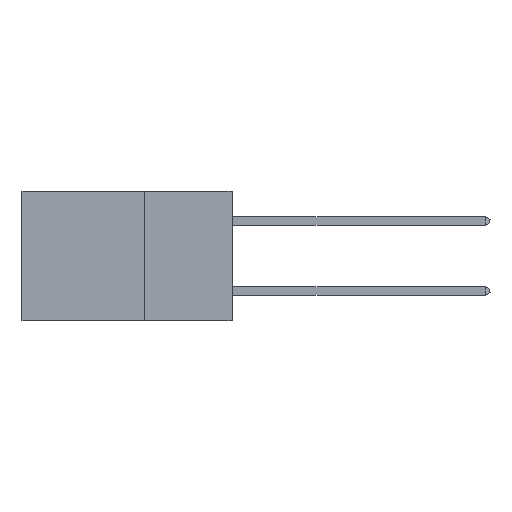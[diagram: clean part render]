
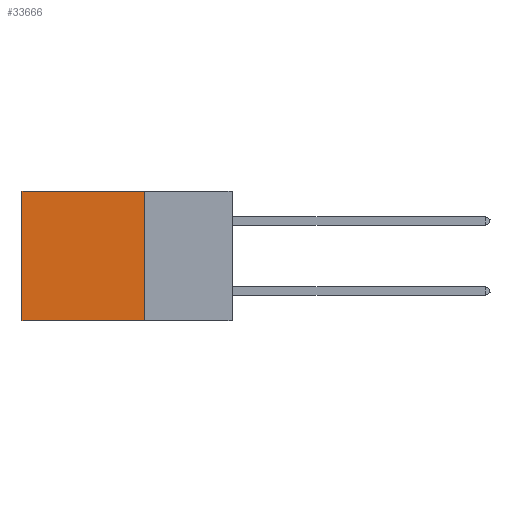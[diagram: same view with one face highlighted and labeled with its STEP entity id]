
A CAD part, left-side view. The second image highlights one B-rep face of the part: STEP entity #33666.
In plain terms, the highlighted planar face has unit normal (-1, 0, 0).
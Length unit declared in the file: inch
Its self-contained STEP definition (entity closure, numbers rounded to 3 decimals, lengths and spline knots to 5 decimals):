
#676 = LINE ( 'NONE', #39114, #7095 ) ;
#945 = CARTESIAN_POINT ( 'NONE',  ( 0.2875, 0.25, 0. ) ) ;
#2640 = VECTOR ( 'NONE', #22998, 39.37008 ) ;
#3620 = VERTEX_POINT ( 'NONE', #5354 ) ;
#3999 = EDGE_CURVE ( 'NONE', #3620, #35858, #15431, .T. ) ;
#4712 = ORIENTED_EDGE ( 'NONE', *, *, #3999, .T. ) ;
#5354 = CARTESIAN_POINT ( 'NONE',  ( 0.2875, 0.25, 0. ) ) ;
#6142 = DIRECTION ( 'NONE',  ( 0., 1., 0. ) ) ;
#6989 = PLANE ( 'NONE',  #28884 ) ;
#7095 = VECTOR ( 'NONE', #17550, 39.37008 ) ;
#10607 = CARTESIAN_POINT ( 'NONE',  ( 0.2875, 0.25, 0. ) ) ;
#12097 = EDGE_CURVE ( 'NONE', #23685, #38694, #20467, .T. ) ;
#14485 = ORIENTED_EDGE ( 'NONE', *, *, #12097, .F. ) ;
#15431 = LINE ( 'NONE', #40155, #41985 ) ;
#17550 = DIRECTION ( 'NONE',  ( 0., 0., -1. ) ) ;
#20467 = LINE ( 'NONE', #38752, #38517 ) ;
#21236 = ORIENTED_EDGE ( 'NONE', *, *, #31523, .F. ) ;
#21497 = CARTESIAN_POINT ( 'NONE',  ( 0.2875, 0.25, -0.37 ) ) ;
#21763 = DIRECTION ( 'NONE',  ( 0., 0., -1. ) ) ;
#22003 = FACE_OUTER_BOUND ( 'NONE', #41536, .T. ) ;
#22998 = DIRECTION ( 'NONE',  ( 0., 0., -1. ) ) ;
#23685 = VERTEX_POINT ( 'NONE', #21497 ) ;
#24523 = LINE ( 'NONE', #945, #2640 ) ;
#25820 = DIRECTION ( 'NONE',  ( 0., 1., 0. ) ) ;
#28884 = AXIS2_PLACEMENT_3D ( 'NONE', #10607, #43384, #21763 ) ;
#30467 = CARTESIAN_POINT ( 'NONE',  ( 0.2875, 0.6, 0. ) ) ;
#30597 = ORIENTED_EDGE ( 'NONE', *, *, #33568, .T. ) ;
#31523 = EDGE_CURVE ( 'NONE', #3620, #23685, #24523, .T. ) ;
#32546 = CARTESIAN_POINT ( 'NONE',  ( 0.2875, 0.6, -0.37 ) ) ;
#33568 = EDGE_CURVE ( 'NONE', #35858, #38694, #676, .T. ) ;
#33666 = ADVANCED_FACE ( 'NONE', ( #22003 ), #6989, .F. ) ;
#35858 = VERTEX_POINT ( 'NONE', #30467 ) ;
#38517 = VECTOR ( 'NONE', #6142, 39.37008 ) ;
#38694 = VERTEX_POINT ( 'NONE', #32546 ) ;
#38752 = CARTESIAN_POINT ( 'NONE',  ( 0.2875, 0.25, -0.37 ) ) ;
#39114 = CARTESIAN_POINT ( 'NONE',  ( 0.2875, 0.6, 0. ) ) ;
#40155 = CARTESIAN_POINT ( 'NONE',  ( 0.2875, 0.25, 0. ) ) ;
#41536 = EDGE_LOOP ( 'NONE', ( #30597, #14485, #21236, #4712 ) ) ;
#41985 = VECTOR ( 'NONE', #25820, 39.37008 ) ;
#43384 = DIRECTION ( 'NONE',  ( 1., 0., 0. ) ) ;
